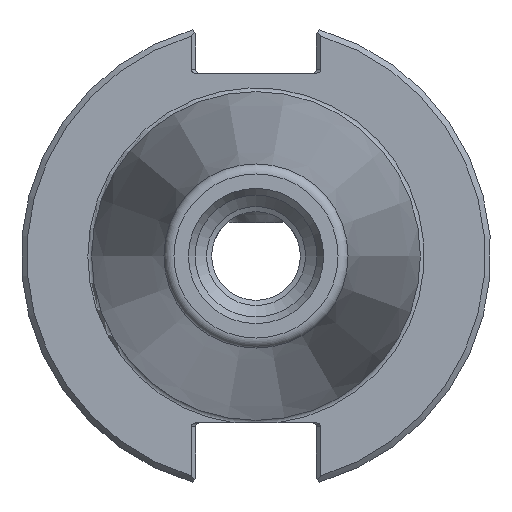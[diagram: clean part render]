
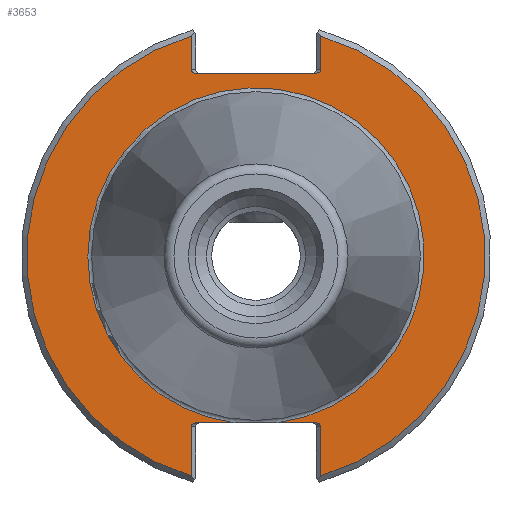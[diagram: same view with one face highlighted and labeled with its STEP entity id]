
A CAD part, left-side view. The second image highlights one B-rep face of the part: STEP entity #3653.
In plain terms, the highlighted planar face has unit normal (-1, 0, 0).
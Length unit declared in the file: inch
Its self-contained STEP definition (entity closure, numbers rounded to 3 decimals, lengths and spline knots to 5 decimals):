
#2725=CARTESIAN_POINT('',(0.125,0.345,0.992));
#2726=VERTEX_POINT('',#2725);
#2733=CARTESIAN_POINT('',(0.125,0.31672,0.972));
#2734=VERTEX_POINT('',#2733);
#2735=CARTESIAN_POINT('',(0.125,0.31672,0.992));
#2736=DIRECTION('',(-1.0,0.0,0.0));
#2737=DIRECTION('',(0.0,1.0,0.0));
#2738=AXIS2_PLACEMENT_3D('',#2735,#2736,#2737);
#2739=ELLIPSE('',#2738,0.02828,0.02);
#2740=EDGE_CURVE('',#2726,#2734,#2739,.T.);
#2825=CARTESIAN_POINT('',(0.125,0.345,1.1702));
#2826=VERTEX_POINT('',#2825);
#2833=CARTESIAN_POINT('',(0.125,0.345,1.1702));
#2834=DIRECTION('',(0.0,0.0,-1.0));
#2835=VECTOR('',#2834,0.1782);
#2836=LINE('',#2833,#2835);
#2837=EDGE_CURVE('',#2826,#2726,#2836,.T.);
#2937=CARTESIAN_POINT('',(0.125,-0.31672,0.972));
#2938=VERTEX_POINT('',#2937);
#2945=CARTESIAN_POINT('',(0.125,-0.345,0.992));
#2946=VERTEX_POINT('',#2945);
#2947=CARTESIAN_POINT('',(0.125,-0.31672,0.992));
#2948=DIRECTION('',(-1.0,0.0,0.0));
#2949=DIRECTION('',(0.0,-1.0,0.0));
#2950=AXIS2_PLACEMENT_3D('',#2947,#2948,#2949);
#2951=ELLIPSE('',#2950,0.02828,0.02);
#2952=EDGE_CURVE('',#2938,#2946,#2951,.T.);
#3002=CARTESIAN_POINT('',(0.125,-0.345,1.1702));
#3003=VERTEX_POINT('',#3002);
#3004=CARTESIAN_POINT('',(0.125,-0.345,0.992));
#3005=DIRECTION('',(0.0,0.0,1.0));
#3006=VECTOR('',#3005,0.1782);
#3007=LINE('',#3004,#3006);
#3008=EDGE_CURVE('',#2946,#3003,#3007,.T.);
#3026=CARTESIAN_POINT('',(0.125,-0.345,-0.908));
#3027=VERTEX_POINT('',#3026);
#3028=CARTESIAN_POINT('',(0.125,-0.31672,-0.888));
#3029=VERTEX_POINT('',#3028);
#3030=CARTESIAN_POINT('',(0.125,-0.31672,-0.908));
#3031=DIRECTION('',(-1.0,0.0,0.0));
#3032=DIRECTION('',(0.0,-1.0,0.0));
#3033=AXIS2_PLACEMENT_3D('',#3030,#3031,#3032);
#3034=ELLIPSE('',#3033,0.02828,0.02);
#3035=EDGE_CURVE('',#3027,#3029,#3034,.T.);
#3133=CARTESIAN_POINT('',(0.125,-0.345,-1.1702));
#3134=VERTEX_POINT('',#3133);
#3141=CARTESIAN_POINT('',(0.125,-0.345,-1.1702));
#3142=DIRECTION('',(0.0,0.0,1.0));
#3143=VECTOR('',#3142,0.2622);
#3144=LINE('',#3141,#3143);
#3145=EDGE_CURVE('',#3134,#3027,#3144,.T.);
#3245=CARTESIAN_POINT('',(0.125,0.31672,-0.888));
#3246=VERTEX_POINT('',#3245);
#3253=CARTESIAN_POINT('',(0.125,0.345,-0.908));
#3254=VERTEX_POINT('',#3253);
#3255=CARTESIAN_POINT('',(0.125,0.31672,-0.908));
#3256=DIRECTION('',(-1.0,0.0,0.0));
#3257=DIRECTION('',(0.0,1.0,0.0));
#3258=AXIS2_PLACEMENT_3D('',#3255,#3256,#3257);
#3259=ELLIPSE('',#3258,0.02828,0.02);
#3260=EDGE_CURVE('',#3246,#3254,#3259,.T.);
#3310=CARTESIAN_POINT('',(0.125,0.345,-1.1702));
#3311=VERTEX_POINT('',#3310);
#3312=CARTESIAN_POINT('',(0.125,0.345,-0.908));
#3313=DIRECTION('',(0.0,0.0,-1.0));
#3314=VECTOR('',#3313,0.2622);
#3315=LINE('',#3312,#3314);
#3316=EDGE_CURVE('',#3254,#3311,#3315,.T.);
#3383=CARTESIAN_POINT('',(0.125,0.31672,0.972));
#3384=DIRECTION('',(0.0,-1.0,0.0));
#3385=VECTOR('',#3384,0.63343);
#3386=LINE('',#3383,#3385);
#3387=EDGE_CURVE('',#2734,#2938,#3386,.T.);
#3571=CARTESIAN_POINT('',(0.125,-0.11172,-0.888));
#3572=VERTEX_POINT('',#3571);
#3573=CARTESIAN_POINT('',(0.125,0.11172,-0.888));
#3574=VERTEX_POINT('',#3573);
#3589=CARTESIAN_POINT('',(0.125,0.,0.0));
#3590=DIRECTION('',(-1.0,0.0,0.0));
#3591=DIRECTION('',(0.0,-1.0,0.0));
#3592=AXIS2_PLACEMENT_3D('',#3589,#3590,#3591);
#3593=CIRCLE('',#3592,0.895);
#3594=EDGE_CURVE('',#3572,#3574,#3593,.T.);
#3610=CARTESIAN_POINT('',(0.125,1.0625,0.0));
#3611=DIRECTION('',(-1.0,0.0,0.0));
#3612=DIRECTION('',(0.0,0.0,1.0));
#3613=AXIS2_PLACEMENT_3D('',#3610,#3611,#3612);
#3614=PLANE('',#3613);
#3615=ORIENTED_EDGE('',*,*,#3594,.F.);
#3616=CARTESIAN_POINT('',(0.125,-0.31672,-0.888));
#3617=DIRECTION('',(0.0,1.0,0.0));
#3618=VECTOR('',#3617,0.205);
#3619=LINE('',#3616,#3618);
#3620=EDGE_CURVE('',#3029,#3572,#3619,.T.);
#3621=ORIENTED_EDGE('',*,*,#3620,.F.);
#3622=ORIENTED_EDGE('',*,*,#3035,.F.);
#3623=ORIENTED_EDGE('',*,*,#3145,.F.);
#3624=CARTESIAN_POINT('',(0.125,0.,0.0));
#3625=DIRECTION('',(1.0,0.0,0.0));
#3626=DIRECTION('',(0.0,-1.0,0.0));
#3627=AXIS2_PLACEMENT_3D('',#3624,#3625,#3626);
#3628=CIRCLE('',#3627,1.22);
#3629=EDGE_CURVE('',#3003,#3134,#3628,.T.);
#3630=ORIENTED_EDGE('',*,*,#3629,.F.);
#3631=ORIENTED_EDGE('',*,*,#3008,.F.);
#3632=ORIENTED_EDGE('',*,*,#2952,.F.);
#3633=ORIENTED_EDGE('',*,*,#3387,.F.);
#3634=ORIENTED_EDGE('',*,*,#2740,.F.);
#3635=ORIENTED_EDGE('',*,*,#2837,.F.);
#3636=CARTESIAN_POINT('',(0.125,0.,0.0));
#3637=DIRECTION('',(1.0,0.0,0.0));
#3638=DIRECTION('',(0.0,1.0,0.0));
#3639=AXIS2_PLACEMENT_3D('',#3636,#3637,#3638);
#3640=CIRCLE('',#3639,1.22);
#3641=EDGE_CURVE('',#3311,#2826,#3640,.T.);
#3642=ORIENTED_EDGE('',*,*,#3641,.F.);
#3643=ORIENTED_EDGE('',*,*,#3316,.F.);
#3644=ORIENTED_EDGE('',*,*,#3260,.F.);
#3645=CARTESIAN_POINT('',(0.125,0.11172,-0.888));
#3646=DIRECTION('',(0.0,1.0,0.0));
#3647=VECTOR('',#3646,0.205);
#3648=LINE('',#3645,#3647);
#3649=EDGE_CURVE('',#3574,#3246,#3648,.T.);
#3650=ORIENTED_EDGE('',*,*,#3649,.F.);
#3651=EDGE_LOOP('',(#3615,#3621,#3622,#3623,#3630,#3631,#3632,#3633,#3634,#3635,#3642,#3643,#3644,#3650));
#3652=FACE_OUTER_BOUND('',#3651,.T.);
#3653=ADVANCED_FACE('',(#3652),#3614,.T.);
